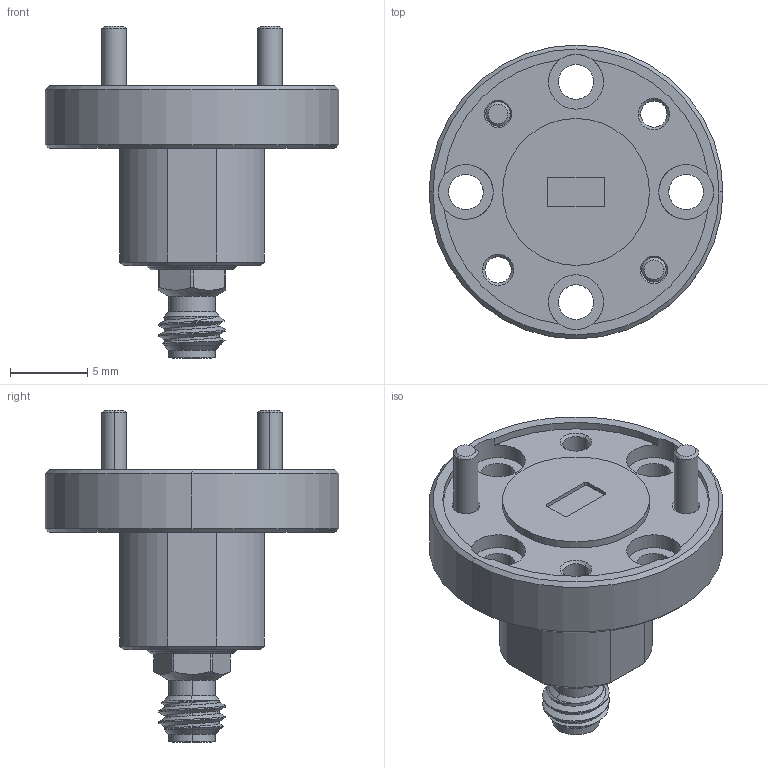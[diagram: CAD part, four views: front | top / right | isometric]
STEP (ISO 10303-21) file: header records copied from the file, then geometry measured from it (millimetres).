
FILE_DESCRIPTION (( 'STEP AP203' ), '1' );
FILE_NAME ('SWC-151F-E1.STEP', '2024-09-23T18:34:45', ( '' ), ( '' ), 'SwSTEP 2.0', 'SolidWorks 2021', '' );
FILE_SCHEMA (( 'CONFIG_CONTROL_DESIGN' ));
Length unit declared in the file: inch
Products named in the file (1): SWC-151F-E1
Bounding box: 19.05 x 19.05 x 21.52 mm (x, y, z)
Volume: 1620.3 mm3; surface area: 1399.9 mm2
Topology: 3 solids, 3 shells, 167 faces, 407 edges, 255 vertices
Faces by surface type: cylinder 71, plane 45, cone 37, bspline 14
Entity records: 7578 total; most frequent: CARTESIAN_POINT 3578, DIRECTION 832, ORIENTED_EDGE 814, EDGE_CURVE 407, AXIS2_PLACEMENT_3D 336, VERTEX_POINT 255, EDGE_LOOP 192, CIRCLE 182
